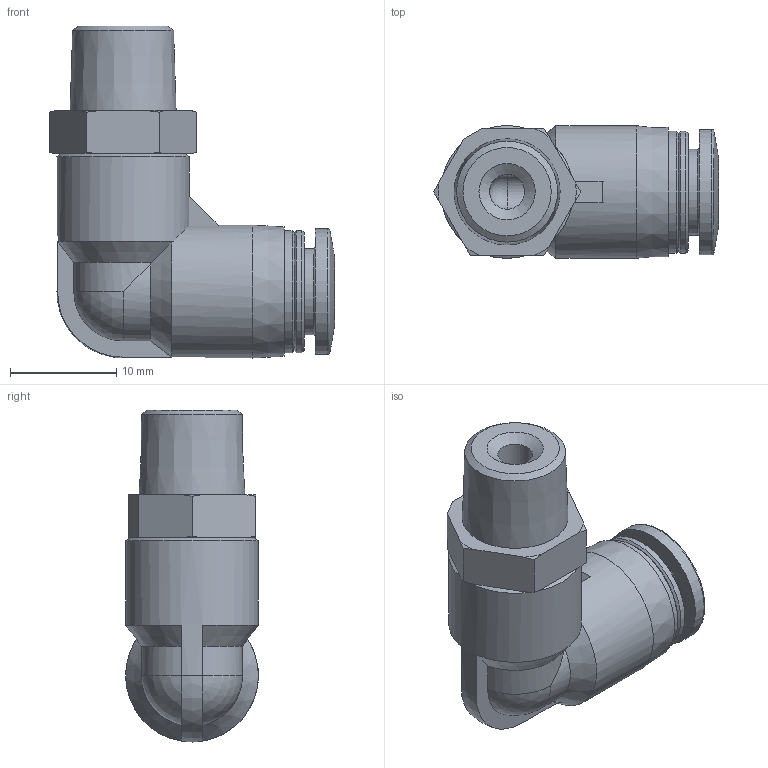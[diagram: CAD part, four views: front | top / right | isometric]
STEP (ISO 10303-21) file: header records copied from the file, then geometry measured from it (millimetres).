
FILE_DESCRIPTION(/* description */ ('STEP AP214'),/* implementation_level */ '2;1');
FILE_NAME(/* name */ '133053_NPQP-L-R18-Q6-FD-P10',/* time_stamp */ '2024-09-13T07:37:31+02:00',/* author */ ('License CC BY-ND 4.0'),/* organization */ ('CADENAS'),/* preprocessor_version */ 'ST-DEVELOPER v19.3',/* originating_system */ 'PARTsolutions',/* authorisation */ ' ');
FILE_SCHEMA (('AUTOMOTIVE_DESIGN {1 0 10303 214 3 1 1}'));
Length unit declared in the file: millimetre
Products named in the file (1): 133053 NPQP-L-R18-Q6-FD-P10
Bounding box: 26.83 x 12.5 x 31.25 mm (x, y, z)
Volume: 3842.7 mm3; surface area: 2571.6 mm2
Topology: 1 solids, 1 shells, 62 faces, 154 edges, 98 vertices
Faces by surface type: cone 23, plane 19, cylinder 13, sphere 4, torus 3
Full cylindrical faces by diameter (mm): 3.3 x2, 6 x1, 8.1 x1, 11.5 x2, 11.8 x1, 12.5 x2
Entity records: 1757 total; most frequent: CARTESIAN_POINT 373, DIRECTION 285, ORIENTED_EDGE 254, EDGE_CURVE 127, AXIS2_PLACEMENT_3D 125, VERTEX_POINT 93, EDGE_LOOP 90, FACE_BOUND 90
